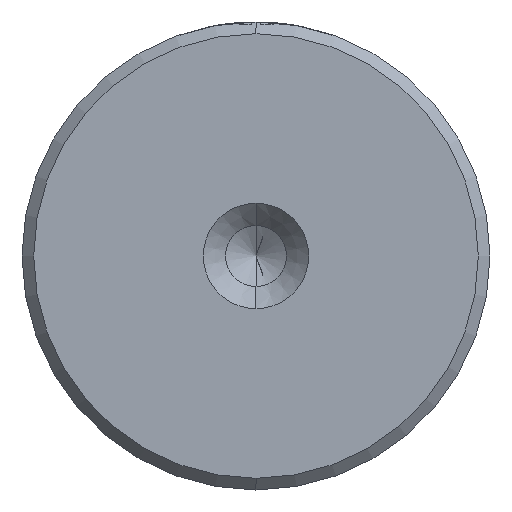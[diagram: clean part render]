
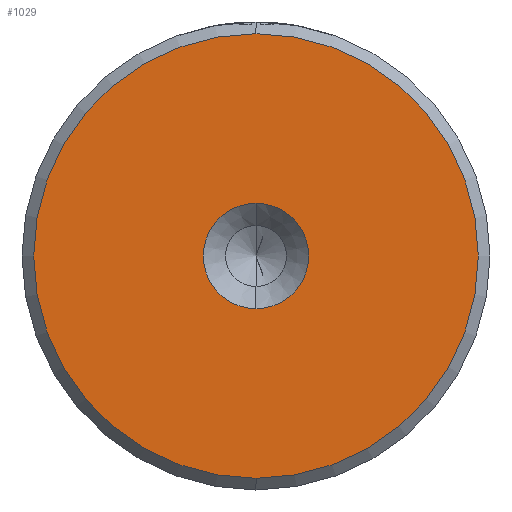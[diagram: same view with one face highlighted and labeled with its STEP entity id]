
A CAD part, left-side view. The second image highlights one B-rep face of the part: STEP entity #1029.
In plain terms, the highlighted planar face has unit normal (-1, 0, 0).
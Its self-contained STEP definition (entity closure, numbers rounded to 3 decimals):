
#20 = AXIS2_PLACEMENT_3D ( 'NONE', #641, #1924, #821 ) ;
#28 = DIRECTION ( 'NONE',  ( -1., 0., 0. ) ) ;
#168 = AXIS2_PLACEMENT_3D ( 'NONE', #1466, #1068, #2359 ) ;
#224 = DIRECTION ( 'NONE',  ( -1., 0., 0. ) ) ;
#230 = EDGE_CURVE ( 'NONE', #456, #1361, #532, .T. ) ;
#268 = AXIS2_PLACEMENT_3D ( 'NONE', #415, #427, #383 ) ;
#372 = CARTESIAN_POINT ( 'NONE',  ( 0., 0., 2.25 ) ) ;
#383 = DIRECTION ( 'NONE',  ( 0., 0., 1. ) ) ;
#415 = CARTESIAN_POINT ( 'NONE',  ( 0., 0., 0. ) ) ;
#427 = DIRECTION ( 'NONE',  ( -1., 0., 0. ) ) ;
#435 = ORIENTED_EDGE ( 'NONE', *, *, #1733, .F. ) ;
#456 = VERTEX_POINT ( 'NONE', #372 ) ;
#471 = CARTESIAN_POINT ( 'NONE',  ( 0., 0., 9.5 ) ) ;
#532 = CIRCLE ( 'NONE', #268, 2.25 ) ;
#576 = CARTESIAN_POINT ( 'NONE',  ( 0., 0., -2.25 ) ) ;
#641 = CARTESIAN_POINT ( 'NONE',  ( 0., 0., 0. ) ) ;
#718 = CIRCLE ( 'NONE', #875, 9.5 ) ;
#778 = EDGE_CURVE ( 'NONE', #1973, #1981, #850, .T. ) ;
#821 = DIRECTION ( 'NONE',  ( 0., 0., 1. ) ) ;
#839 = CIRCLE ( 'NONE', #20, 2.25 ) ;
#850 = CIRCLE ( 'NONE', #168, 9.5 ) ;
#875 = AXIS2_PLACEMENT_3D ( 'NONE', #1165, #28, #1354 ) ;
#960 = ORIENTED_EDGE ( 'NONE', *, *, #1033, .T. ) ;
#997 = AXIS2_PLACEMENT_3D ( 'NONE', #1345, #224, #1527 ) ;
#1029 = ADVANCED_FACE ( 'NONE', ( #2185, #1201 ), #2070, .T. ) ;
#1033 = EDGE_CURVE ( 'NONE', #1981, #1973, #718, .T. ) ;
#1068 = DIRECTION ( 'NONE',  ( -1., 0., 0. ) ) ;
#1165 = CARTESIAN_POINT ( 'NONE',  ( 0., 0., 0. ) ) ;
#1201 = FACE_BOUND ( 'NONE', #1221, .T. ) ;
#1221 = EDGE_LOOP ( 'NONE', ( #1855, #435 ) ) ;
#1345 = CARTESIAN_POINT ( 'NONE',  ( 0., 0., 0. ) ) ;
#1354 = DIRECTION ( 'NONE',  ( 0., 0., 1. ) ) ;
#1361 = VERTEX_POINT ( 'NONE', #576 ) ;
#1466 = CARTESIAN_POINT ( 'NONE',  ( 0., 0., 0. ) ) ;
#1527 = DIRECTION ( 'NONE',  ( 0., 0., 1. ) ) ;
#1718 = ORIENTED_EDGE ( 'NONE', *, *, #778, .T. ) ;
#1733 = EDGE_CURVE ( 'NONE', #1361, #456, #839, .T. ) ;
#1756 = CARTESIAN_POINT ( 'NONE',  ( 0., 0., -9.5 ) ) ;
#1761 = EDGE_LOOP ( 'NONE', ( #960, #1718 ) ) ;
#1855 = ORIENTED_EDGE ( 'NONE', *, *, #230, .F. ) ;
#1924 = DIRECTION ( 'NONE',  ( -1., 0., 0. ) ) ;
#1973 = VERTEX_POINT ( 'NONE', #471 ) ;
#1981 = VERTEX_POINT ( 'NONE', #1756 ) ;
#2070 = PLANE ( 'NONE',  #997 ) ;
#2185 = FACE_OUTER_BOUND ( 'NONE', #1761, .T. ) ;
#2359 = DIRECTION ( 'NONE',  ( 0., 0., 1. ) ) ;
